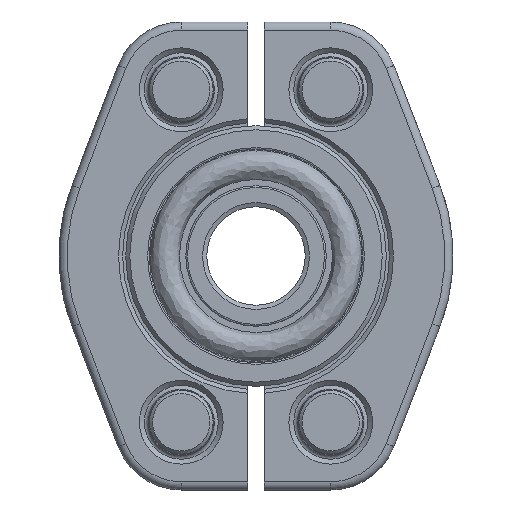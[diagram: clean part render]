
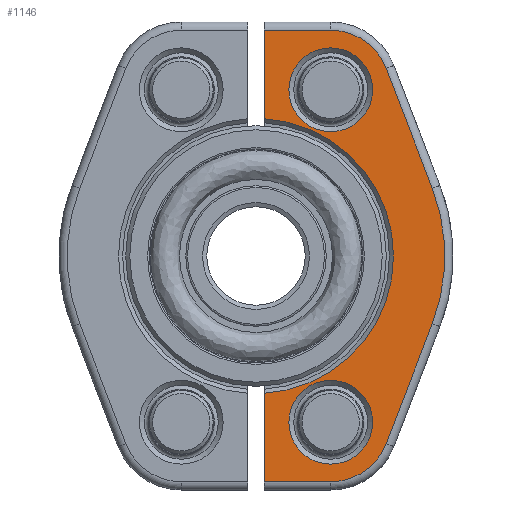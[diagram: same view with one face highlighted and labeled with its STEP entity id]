
A CAD part, left-side view. The second image highlights one B-rep face of the part: STEP entity #1146.
In plain terms, the highlighted face is planar.
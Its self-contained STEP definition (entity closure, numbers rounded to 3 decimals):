
#1061=PLANE('',#2682);
#1146=ADVANCED_FACE('',(#1321,#1322,#1323),#1061,.T.);
#1321=FACE_BOUND('',#1464,.T.);
#1322=FACE_BOUND('',#1465,.T.);
#1323=FACE_BOUND('',#1466,.T.);
#1464=EDGE_LOOP('',(#1857));
#1465=EDGE_LOOP('',(#1858));
#1466=EDGE_LOOP('',(#1859,#1860,#1861,#1862,#1863,#1864,#1865,#1866,#1867,
#1868));
#1590=CIRCLE('',#2676,5.1);
#1591=CIRCLE('',#2677,5.1);
#1592=CIRCLE('',#2678,16.75);
#1593=CIRCLE('',#2679,7.25);
#1594=CIRCLE('',#2680,23.);
#1595=CIRCLE('',#2681,7.25);
#1857=ORIENTED_EDGE('',*,*,#2320,.T.);
#1858=ORIENTED_EDGE('',*,*,#2321,.T.);
#1859=ORIENTED_EDGE('',*,*,#2322,.T.);
#1860=ORIENTED_EDGE('',*,*,#2323,.F.);
#1861=ORIENTED_EDGE('',*,*,#2324,.T.);
#1862=ORIENTED_EDGE('',*,*,#2325,.F.);
#1863=ORIENTED_EDGE('',*,*,#2326,.T.);
#1864=ORIENTED_EDGE('',*,*,#2327,.T.);
#1865=ORIENTED_EDGE('',*,*,#2328,.T.);
#1866=ORIENTED_EDGE('',*,*,#2329,.T.);
#1867=ORIENTED_EDGE('',*,*,#2330,.T.);
#1868=ORIENTED_EDGE('',*,*,#2331,.T.);
#2155=VERTEX_POINT('',#3690);
#2156=VERTEX_POINT('',#3692);
#2157=VERTEX_POINT('',#3694);
#2158=VERTEX_POINT('',#3695);
#2159=VERTEX_POINT('',#3697);
#2160=VERTEX_POINT('',#3699);
#2161=VERTEX_POINT('',#3701);
#2162=VERTEX_POINT('',#3703);
#2163=VERTEX_POINT('',#3705);
#2164=VERTEX_POINT('',#3707);
#2165=VERTEX_POINT('',#3709);
#2166=VERTEX_POINT('',#3711);
#2320=EDGE_CURVE('',#2155,#2155,#1590,.T.);
#2321=EDGE_CURVE('',#2156,#2156,#1591,.T.);
#2322=EDGE_CURVE('',#2157,#2158,#2445,.T.);
#2323=EDGE_CURVE('',#2159,#2158,#2446,.T.);
#2324=EDGE_CURVE('',#2159,#2160,#1592,.T.);
#2325=EDGE_CURVE('',#2161,#2160,#2447,.T.);
#2326=EDGE_CURVE('',#2161,#2162,#2448,.T.);
#2327=EDGE_CURVE('',#2162,#2163,#1593,.T.);
#2328=EDGE_CURVE('',#2163,#2164,#2449,.T.);
#2329=EDGE_CURVE('',#2164,#2165,#1594,.T.);
#2330=EDGE_CURVE('',#2165,#2166,#2450,.T.);
#2331=EDGE_CURVE('',#2166,#2157,#1595,.T.);
#2445=LINE('',#3693,#2505);
#2446=LINE('',#3696,#2506);
#2447=LINE('',#3700,#2507);
#2448=LINE('',#3702,#2508);
#2449=LINE('',#3706,#2509);
#2450=LINE('',#3710,#2510);
#2505=VECTOR('',#3128,1.);
#2506=VECTOR('',#3129,1.);
#2507=VECTOR('',#3132,1.);
#2508=VECTOR('',#3133,1.);
#2509=VECTOR('',#3136,1.);
#2510=VECTOR('',#3139,1.);
#2676=AXIS2_PLACEMENT_3D('',#3689,#3124,#3125);
#2677=AXIS2_PLACEMENT_3D('',#3691,#3126,#3127);
#2678=AXIS2_PLACEMENT_3D('',#3698,#3130,#3131);
#2679=AXIS2_PLACEMENT_3D('',#3704,#3134,#3135);
#2680=AXIS2_PLACEMENT_3D('',#3708,#3137,#3138);
#2681=AXIS2_PLACEMENT_3D('',#3712,#3140,#3141);
#2682=AXIS2_PLACEMENT_3D('',#3713,#3142,#3143);
#3124=DIRECTION('',(0.,0.,1.));
#3125=DIRECTION('',(-1.,0.,0.));
#3126=DIRECTION('',(0.,0.,1.));
#3127=DIRECTION('',(-1.,0.,0.));
#3128=DIRECTION('',(0.,1.,0.));
#3129=DIRECTION('',(-1.,0.,0.));
#3130=DIRECTION('',(0.,0.,1.));
#3131=DIRECTION('',(-1.,0.,0.));
#3132=DIRECTION('',(-1.,0.,0.));
#3133=DIRECTION('',(0.,-1.,0.));
#3134=DIRECTION('',(0.,0.,-1.));
#3135=DIRECTION('',(-1.,0.,0.));
#3136=DIRECTION('',(-0.934,-0.358,0.));
#3137=DIRECTION('',(0.,0.,-1.));
#3138=DIRECTION('',(-1.,0.,0.));
#3139=DIRECTION('',(-0.934,0.358,0.));
#3140=DIRECTION('',(0.,0.,-1.));
#3141=DIRECTION('',(-1.,0.,0.));
#3142=DIRECTION('',(0.,0.,-1.));
#3143=DIRECTION('',(-1.,0.,0.));
#3689=CARTESIAN_POINT('',(20.25,-9.1,0.));
#3690=CARTESIAN_POINT('',(15.15,-9.1,0.));
#3691=CARTESIAN_POINT('',(-20.25,-9.1,0.));
#3692=CARTESIAN_POINT('',(-25.35,-9.1,0.));
#3693=CARTESIAN_POINT('',(-27.5,-9.1,0.));
#3694=CARTESIAN_POINT('',(-27.5,-9.1,0.));
#3695=CARTESIAN_POINT('',(-27.5,-1.,0.));
#3696=CARTESIAN_POINT('',(-31.,-1.,0.));
#3697=CARTESIAN_POINT('',(-16.72,-1.,0.));
#3698=CARTESIAN_POINT('',(0.,0.,0.));
#3699=CARTESIAN_POINT('',(16.72,-1.,0.));
#3700=CARTESIAN_POINT('',(-31.,-1.,0.));
#3701=CARTESIAN_POINT('',(27.5,-1.,0.));
#3702=CARTESIAN_POINT('',(27.5,-9.1,0.));
#3703=CARTESIAN_POINT('',(27.5,-9.1,0.));
#3704=CARTESIAN_POINT('',(20.25,-9.1,0.));
#3705=CARTESIAN_POINT('',(22.847,-15.869,0.));
#3706=CARTESIAN_POINT('',(22.847,-15.869,0.));
#3707=CARTESIAN_POINT('',(8.239,-21.474,0.));
#3708=CARTESIAN_POINT('',(0.,0.,0.));
#3709=CARTESIAN_POINT('',(-8.239,-21.474,0.));
#3710=CARTESIAN_POINT('',(12.456,-29.414,0.));
#3711=CARTESIAN_POINT('',(-22.847,-15.869,0.));
#3712=CARTESIAN_POINT('',(-20.25,-9.1,0.));
#3713=CARTESIAN_POINT('',(20.25,-9.1,0.));
